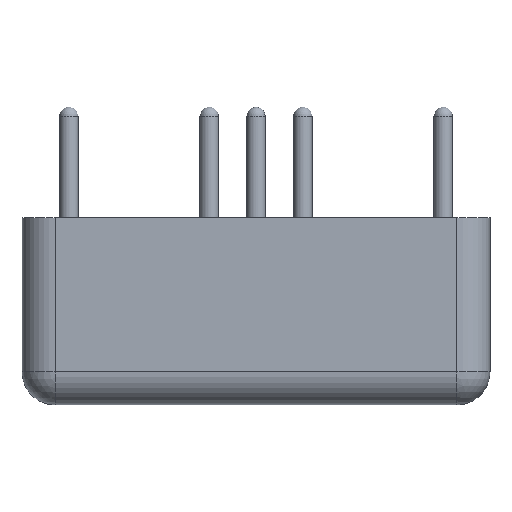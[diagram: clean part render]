
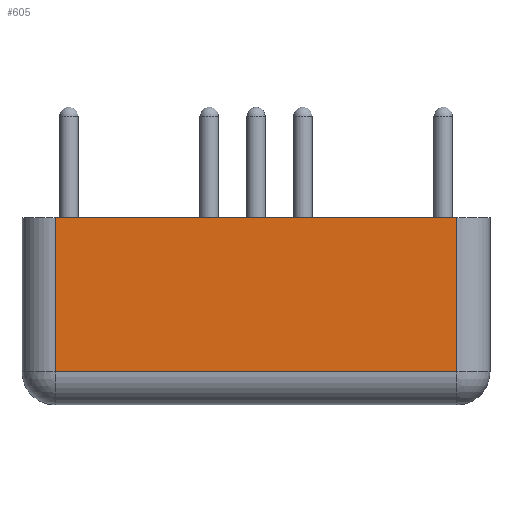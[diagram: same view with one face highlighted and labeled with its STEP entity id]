
A CAD part, front view. The second image highlights one B-rep face of the part: STEP entity #605.
In plain terms, the highlighted planar face has unit normal (0, -1, 0).
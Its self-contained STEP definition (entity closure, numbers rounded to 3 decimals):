
#12 = LINE ( 'NONE', #831, #778 ) ;
#64 = VECTOR ( 'NONE', #988, 1000. ) ;
#85 = CARTESIAN_POINT ( 'NONE',  ( -10.9, -12.7, 10.16 ) ) ;
#103 = LINE ( 'NONE', #746, #494 ) ;
#115 = VECTOR ( 'NONE', #490, 1000. ) ;
#198 = AXIS2_PLACEMENT_3D ( 'NONE', #384, #388, #931 ) ;
#201 = CARTESIAN_POINT ( 'NONE',  ( -10.9, -12.7, 0. ) ) ;
#205 = ORIENTED_EDGE ( 'NONE', *, *, #219, .F. ) ;
#219 = EDGE_CURVE ( 'NONE', #924, #847, #834, .T. ) ;
#244 = ORIENTED_EDGE ( 'NONE', *, *, #525, .T. ) ;
#262 = CARTESIAN_POINT ( 'NONE',  ( 0., -12.7, 10.16 ) ) ;
#273 = CARTESIAN_POINT ( 'NONE',  ( 10.9, -12.7, 10.16 ) ) ;
#278 = LINE ( 'NONE', #201, #64 ) ;
#279 = EDGE_LOOP ( 'NONE', ( #244, #506, #585, #205 ) ) ;
#384 = CARTESIAN_POINT ( 'NONE',  ( -12.7, -12.7, 0. ) ) ;
#388 = DIRECTION ( 'NONE',  ( 0., -1., 0. ) ) ;
#422 = EDGE_CURVE ( 'NONE', #462, #480, #12, .T. ) ;
#462 = VERTEX_POINT ( 'NONE', #818 ) ;
#480 = VERTEX_POINT ( 'NONE', #664 ) ;
#490 = DIRECTION ( 'NONE',  ( 1., 0., 0. ) ) ;
#494 = VECTOR ( 'NONE', #510, 1000. ) ;
#506 = ORIENTED_EDGE ( 'NONE', *, *, #422, .T. ) ;
#510 = DIRECTION ( 'NONE',  ( 0., 0., -1. ) ) ;
#525 = EDGE_CURVE ( 'NONE', #924, #462, #278, .T. ) ;
#585 = ORIENTED_EDGE ( 'NONE', *, *, #737, .F. ) ;
#605 = ADVANCED_FACE ( 'NONE', ( #823 ), #772, .T. ) ;
#664 = CARTESIAN_POINT ( 'NONE',  ( 10.9, -12.7, 1.8 ) ) ;
#737 = EDGE_CURVE ( 'NONE', #847, #480, #103, .T. ) ;
#746 = CARTESIAN_POINT ( 'NONE',  ( 10.9, -12.7, 0. ) ) ;
#772 = PLANE ( 'NONE',  #198 ) ;
#778 = VECTOR ( 'NONE', #906, 1000. ) ;
#818 = CARTESIAN_POINT ( 'NONE',  ( -10.9, -12.7, 1.8 ) ) ;
#823 = FACE_OUTER_BOUND ( 'NONE', #279, .T. ) ;
#831 = CARTESIAN_POINT ( 'NONE',  ( -12.7, -12.7, 1.8 ) ) ;
#834 = LINE ( 'NONE', #262, #115 ) ;
#847 = VERTEX_POINT ( 'NONE', #273 ) ;
#906 = DIRECTION ( 'NONE',  ( 1., 0., 0. ) ) ;
#924 = VERTEX_POINT ( 'NONE', #85 ) ;
#931 = DIRECTION ( 'NONE',  ( 0., 0., -1. ) ) ;
#988 = DIRECTION ( 'NONE',  ( 0., 0., -1. ) ) ;
